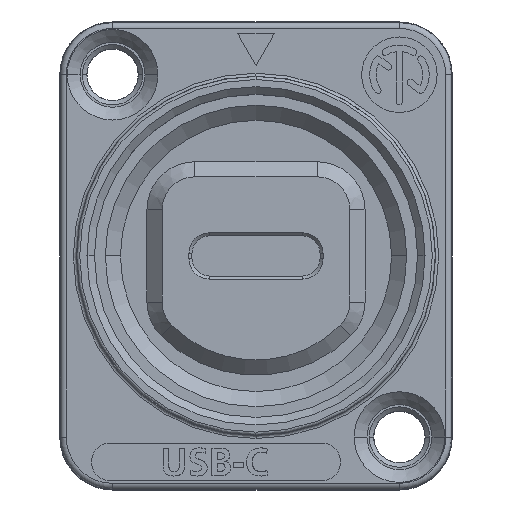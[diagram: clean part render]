
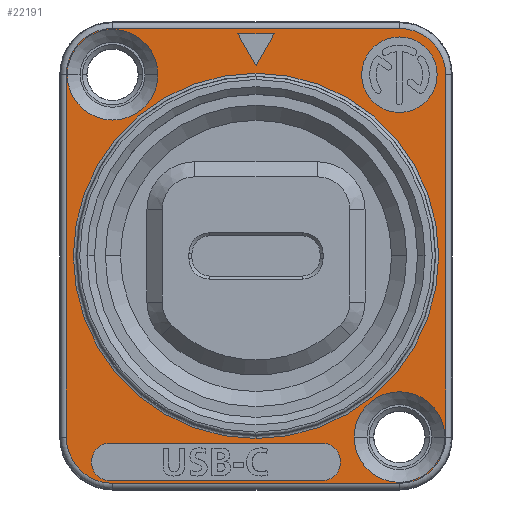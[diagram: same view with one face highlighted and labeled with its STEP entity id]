
A CAD part, top view. The second image highlights one B-rep face of the part: STEP entity #22191.
In plain terms, the highlighted planar face has unit normal (0, 0, 1).
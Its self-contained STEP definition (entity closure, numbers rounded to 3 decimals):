
#6567=CARTESIAN_POINT('',(-9.5,12.,-2.5));
#6568=DIRECTION('',(0.,0.,1.));
#6569=DIRECTION('',(0.,1.,0.));
#6570=AXIS2_PLACEMENT_3D('',#6567,#6568,#6569);
#6572=DIRECTION('',(-1.,0.,0.));
#6573=VECTOR('',#6572,19.);
#6574=CARTESIAN_POINT('',(9.5,15.064,-2.5));
#6575=LINE('',#6574,#6573);
#6576=CARTESIAN_POINT('',(9.5,12.,-2.5));
#6577=DIRECTION('',(0.,0.,1.));
#6578=DIRECTION('',(1.,0.,0.));
#6579=AXIS2_PLACEMENT_3D('',#6576,#6577,#6578);
#6581=DIRECTION('',(0.,1.,0.));
#6582=VECTOR('',#6581,24.);
#6583=CARTESIAN_POINT('',(12.564,-12.,-2.5));
#6584=LINE('',#6583,#6582);
#6585=CARTESIAN_POINT('',(9.5,-12.,-2.5));
#6586=DIRECTION('',(0.,0.,1.));
#6587=DIRECTION('',(0.,-1.,0.));
#6588=AXIS2_PLACEMENT_3D('',#6585,#6586,#6587);
#6590=DIRECTION('',(1.,0.,0.));
#6591=VECTOR('',#6590,19.);
#6592=CARTESIAN_POINT('',(-9.5,-15.064,-2.5));
#6593=LINE('',#6592,#6591);
#6594=CARTESIAN_POINT('',(-9.5,-12.,-2.5));
#6595=DIRECTION('',(0.,0.,1.));
#6596=DIRECTION('',(-1.,0.,0.));
#6597=AXIS2_PLACEMENT_3D('',#6594,#6595,#6596);
#6599=DIRECTION('',(0.,-1.,0.));
#6600=VECTOR('',#6599,24.);
#6601=CARTESIAN_POINT('',(-12.564,12.,-2.5));
#6602=LINE('',#6601,#6600);
#6603=DIRECTION('',(0.5,-0.866,0.));
#6604=VECTOR('',#6603,2.4);
#6605=CARTESIAN_POINT('',(-1.2,14.7,-2.5));
#6606=LINE('',#6605,#6604);
#6607=DIRECTION('',(0.5,0.866,0.));
#6608=VECTOR('',#6607,2.4);
#6609=CARTESIAN_POINT('',(0.,12.622,-2.5));
#6610=LINE('',#6609,#6608);
#6611=DIRECTION('',(-1.,0.,0.));
#6612=VECTOR('',#6611,2.4);
#6613=CARTESIAN_POINT('',(1.2,14.7,-2.5));
#6614=LINE('',#6613,#6612);
#6615=CARTESIAN_POINT('',(-9.5,12.,-2.5));
#6616=DIRECTION('',(0.,0.,1.));
#6617=DIRECTION('',(-1.,0.,0.));
#6618=AXIS2_PLACEMENT_3D('',#6615,#6616,#6617);
#6620=CARTESIAN_POINT('',(-9.5,12.,-2.5));
#6621=DIRECTION('',(0.,0.,1.));
#6622=DIRECTION('',(1.,0.,0.));
#6623=AXIS2_PLACEMENT_3D('',#6620,#6621,#6622);
#6625=CARTESIAN_POINT('',(9.5,-12.,-2.5));
#6626=DIRECTION('',(0.,0.,1.));
#6627=DIRECTION('',(-1.,0.,0.));
#6628=AXIS2_PLACEMENT_3D('',#6625,#6626,#6627);
#6630=CARTESIAN_POINT('',(9.5,-12.,-2.5));
#6631=DIRECTION('',(0.,0.,1.));
#6632=DIRECTION('',(1.,0.,0.));
#6633=AXIS2_PLACEMENT_3D('',#6630,#6631,#6632);
#6635=CARTESIAN_POINT('',(-9.65,-13.65,-2.5));
#6636=DIRECTION('',(0.,0.,1.));
#6637=DIRECTION('',(0.,1.,0.));
#6638=AXIS2_PLACEMENT_3D('',#6635,#6636,#6637);
#6640=DIRECTION('',(1.,0.,0.));
#6641=VECTOR('',#6640,14.);
#6642=CARTESIAN_POINT('',(-9.65,-14.9,-2.5));
#6643=LINE('',#6642,#6641);
#6644=CARTESIAN_POINT('',(4.35,-13.65,-2.5));
#6645=DIRECTION('',(0.,0.,1.));
#6646=DIRECTION('',(0.,-1.,0.));
#6647=AXIS2_PLACEMENT_3D('',#6644,#6645,#6646);
#6649=DIRECTION('',(-1.,0.,0.));
#6650=VECTOR('',#6649,14.);
#6651=CARTESIAN_POINT('',(4.35,-12.4,-2.5));
#6652=LINE('',#6651,#6650);
#6653=CARTESIAN_POINT('',(9.5,12.,-2.5));
#6654=DIRECTION('',(0.,0.,1.));
#6655=DIRECTION('',(1.,0.,0.));
#6656=AXIS2_PLACEMENT_3D('',#6653,#6654,#6655);
#6658=CARTESIAN_POINT('',(9.5,12.,-2.5));
#6659=DIRECTION('',(0.,0.,1.));
#6660=DIRECTION('',(-1.,0.,0.));
#6661=AXIS2_PLACEMENT_3D('',#6658,#6659,#6660);
#6663=CARTESIAN_POINT('',(0.,0.,-2.5));
#6664=DIRECTION('',(0.,0.,-1.));
#6665=DIRECTION('',(0.,-1.,0.));
#6666=AXIS2_PLACEMENT_3D('',#6663,#6664,#6665);
#6668=CARTESIAN_POINT('',(0.,0.,-2.5));
#6669=DIRECTION('',(0.,0.,-1.));
#6670=DIRECTION('',(0.,1.,0.));
#6671=AXIS2_PLACEMENT_3D('',#6668,#6669,#6670);
#11168=CARTESIAN_POINT('',(-1.2,14.7,-2.5));
#11169=CARTESIAN_POINT('',(0.,12.622,-2.5));
#11170=VERTEX_POINT('',#11168);
#11171=VERTEX_POINT('',#11169);
#11172=CARTESIAN_POINT('',(1.2,14.7,-2.5));
#11173=VERTEX_POINT('',#11172);
#11234=CARTESIAN_POINT('',(-12.5,12.,-2.5));
#11235=CARTESIAN_POINT('',(-6.5,12.,-2.5));
#11236=VERTEX_POINT('',#11234);
#11237=VERTEX_POINT('',#11235);
#11242=CARTESIAN_POINT('',(6.5,-12.,-2.5));
#11243=CARTESIAN_POINT('',(12.5,-12.,-2.5));
#11244=VERTEX_POINT('',#11242);
#11245=VERTEX_POINT('',#11243);
#11254=CARTESIAN_POINT('',(-9.65,-12.4,-2.5));
#11255=CARTESIAN_POINT('',(-9.65,-14.9,-2.5));
#11256=VERTEX_POINT('',#11254);
#11257=VERTEX_POINT('',#11255);
#11258=CARTESIAN_POINT('',(4.35,-14.9,-2.5));
#11259=VERTEX_POINT('',#11258);
#11260=CARTESIAN_POINT('',(4.35,-12.4,-2.5));
#11261=VERTEX_POINT('',#11260);
#11310=CARTESIAN_POINT('',(12.,12.,-2.5));
#11311=CARTESIAN_POINT('',(7.,12.,-2.5));
#11312=VERTEX_POINT('',#11310);
#11313=VERTEX_POINT('',#11311);
#11564=CARTESIAN_POINT('',(-9.5,15.064,-2.5));
#11565=CARTESIAN_POINT('',(-12.564,12.,-2.5));
#11566=VERTEX_POINT('',#11564);
#11567=VERTEX_POINT('',#11565);
#11572=CARTESIAN_POINT('',(-12.564,-12.,-2.5));
#11573=VERTEX_POINT('',#11572);
#11576=CARTESIAN_POINT('',(-9.5,-15.064,-2.5));
#11577=VERTEX_POINT('',#11576);
#11580=CARTESIAN_POINT('',(9.5,-15.064,-2.5));
#11581=VERTEX_POINT('',#11580);
#11584=CARTESIAN_POINT('',(12.564,-12.,-2.5));
#11585=VERTEX_POINT('',#11584);
#11588=CARTESIAN_POINT('',(12.564,12.,-2.5));
#11589=VERTEX_POINT('',#11588);
#11592=CARTESIAN_POINT('',(9.5,15.064,-2.5));
#11593=VERTEX_POINT('',#11592);
#11676=CARTESIAN_POINT('',(0.,-12.098,-2.5));
#11677=CARTESIAN_POINT('',(0.,12.098,-2.5));
#11678=VERTEX_POINT('',#11676);
#11679=VERTEX_POINT('',#11677);
#22127=CARTESIAN_POINT('',(0.,0.,-2.5));
#22128=DIRECTION('',(0.,0.,1.));
#22129=DIRECTION('',(1.,0.,0.));
#22130=AXIS2_PLACEMENT_3D('',#22127,#22128,#22129);
#22131=PLANE('',#22130);
#22132=ORIENTED_EDGE('',*,*,#22117,.F.);
#22134=ORIENTED_EDGE('',*,*,#22133,.F.);
#22136=ORIENTED_EDGE('',*,*,#22135,.F.);
#22138=ORIENTED_EDGE('',*,*,#22137,.F.);
#22140=ORIENTED_EDGE('',*,*,#22139,.F.);
#22142=ORIENTED_EDGE('',*,*,#22141,.F.);
#22144=ORIENTED_EDGE('',*,*,#22143,.F.);
#22146=ORIENTED_EDGE('',*,*,#22145,.F.);
#22147=EDGE_LOOP('',(#22132,#22134,#22136,#22138,#22140,#22142,#22144,#22146));
#22148=FACE_OUTER_BOUND('',#22147,.F.);
#22150=ORIENTED_EDGE('',*,*,#22149,.T.);
#22152=ORIENTED_EDGE('',*,*,#22151,.T.);
#22154=ORIENTED_EDGE('',*,*,#22153,.T.);
#22155=EDGE_LOOP('',(#22150,#22152,#22154));
#22156=FACE_BOUND('',#22155,.F.);
#22158=ORIENTED_EDGE('',*,*,#22157,.T.);
#22160=ORIENTED_EDGE('',*,*,#22159,.T.);
#22161=EDGE_LOOP('',(#22158,#22160));
#22162=FACE_BOUND('',#22161,.F.);
#22164=ORIENTED_EDGE('',*,*,#22163,.T.);
#22166=ORIENTED_EDGE('',*,*,#22165,.T.);
#22167=EDGE_LOOP('',(#22164,#22166));
#22168=FACE_BOUND('',#22167,.F.);
#22170=ORIENTED_EDGE('',*,*,#22169,.T.);
#22172=ORIENTED_EDGE('',*,*,#22171,.T.);
#22174=ORIENTED_EDGE('',*,*,#22173,.T.);
#22176=ORIENTED_EDGE('',*,*,#22175,.T.);
#22177=EDGE_LOOP('',(#22170,#22172,#22174,#22176));
#22178=FACE_BOUND('',#22177,.F.);
#22180=ORIENTED_EDGE('',*,*,#22179,.T.);
#22182=ORIENTED_EDGE('',*,*,#22181,.T.);
#22183=EDGE_LOOP('',(#22180,#22182));
#22184=FACE_BOUND('',#22183,.F.);
#22186=ORIENTED_EDGE('',*,*,#22185,.F.);
#22188=ORIENTED_EDGE('',*,*,#22187,.F.);
#22189=EDGE_LOOP('',(#22186,#22188));
#22190=FACE_BOUND('',#22189,.F.);
#22191=ADVANCED_FACE('',(#22148,#22156,#22162,#22168,#22178,#22184,#22190),
#22131,.T.);
#6571=CIRCLE('',#6570,3.064);
#6580=CIRCLE('',#6579,3.064);
#6589=CIRCLE('',#6588,3.064);
#6598=CIRCLE('',#6597,3.064);
#6619=CIRCLE('',#6618,3.);
#6624=CIRCLE('',#6623,3.);
#6629=CIRCLE('',#6628,3.);
#6634=CIRCLE('',#6633,3.);
#6639=CIRCLE('',#6638,1.25);
#6648=CIRCLE('',#6647,1.25);
#6657=CIRCLE('',#6656,2.5);
#6662=CIRCLE('',#6661,2.5);
#6667=CIRCLE('',#6666,12.098);
#6672=CIRCLE('',#6671,12.098);
#22117=EDGE_CURVE('',#11566,#11567,#6571,.T.);
#22133=EDGE_CURVE('',#11593,#11566,#6575,.T.);
#22135=EDGE_CURVE('',#11589,#11593,#6580,.T.);
#22137=EDGE_CURVE('',#11585,#11589,#6584,.T.);
#22139=EDGE_CURVE('',#11581,#11585,#6589,.T.);
#22141=EDGE_CURVE('',#11577,#11581,#6593,.T.);
#22143=EDGE_CURVE('',#11573,#11577,#6598,.T.);
#22145=EDGE_CURVE('',#11567,#11573,#6602,.T.);
#22149=EDGE_CURVE('',#11170,#11171,#6606,.T.);
#22151=EDGE_CURVE('',#11171,#11173,#6610,.T.);
#22153=EDGE_CURVE('',#11173,#11170,#6614,.T.);
#22157=EDGE_CURVE('',#11236,#11237,#6619,.T.);
#22159=EDGE_CURVE('',#11237,#11236,#6624,.T.);
#22163=EDGE_CURVE('',#11244,#11245,#6629,.T.);
#22165=EDGE_CURVE('',#11245,#11244,#6634,.T.);
#22169=EDGE_CURVE('',#11256,#11257,#6639,.T.);
#22171=EDGE_CURVE('',#11257,#11259,#6643,.T.);
#22173=EDGE_CURVE('',#11259,#11261,#6648,.T.);
#22175=EDGE_CURVE('',#11261,#11256,#6652,.T.);
#22179=EDGE_CURVE('',#11312,#11313,#6657,.T.);
#22181=EDGE_CURVE('',#11313,#11312,#6662,.T.);
#22185=EDGE_CURVE('',#11678,#11679,#6667,.T.);
#22187=EDGE_CURVE('',#11679,#11678,#6672,.T.);
